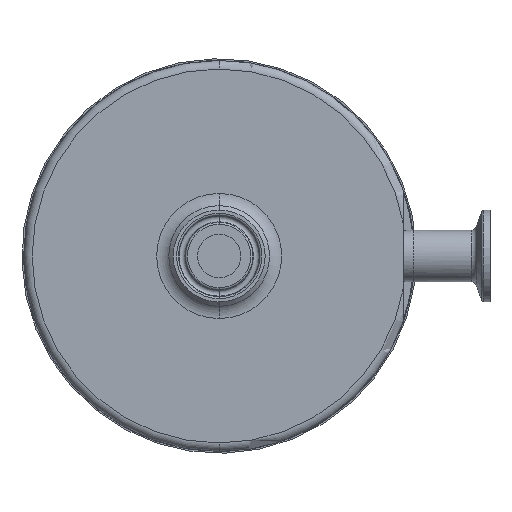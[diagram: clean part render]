
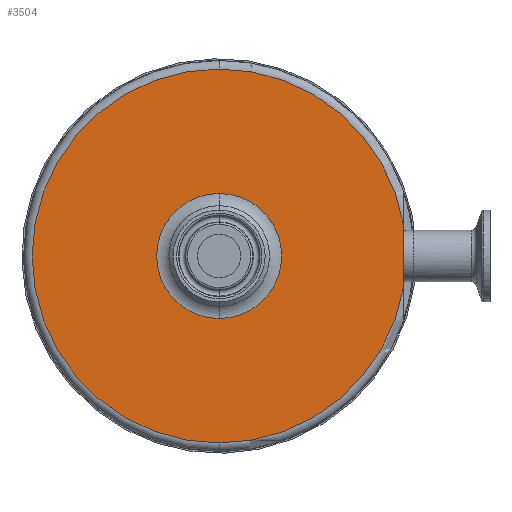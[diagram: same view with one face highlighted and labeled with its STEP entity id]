
A CAD part, front view. The second image highlights one B-rep face of the part: STEP entity #3504.
In plain terms, the highlighted planar face has unit normal (0, -1, 0).
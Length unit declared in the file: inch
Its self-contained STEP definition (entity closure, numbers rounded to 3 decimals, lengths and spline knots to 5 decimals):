
#77 = VECTOR ( 'NONE', #2220, 39.37008 ) ;
#114 = VERTEX_POINT ( 'NONE', #4500 ) ;
#173 = CARTESIAN_POINT ( 'NONE',  ( 0.29303, -0.7477, 0.46519 ) ) ;
#366 = DIRECTION ( 'NONE',  ( 0., 0., -1. ) ) ;
#503 = CIRCLE ( 'NONE', #5924, 0.91114 ) ;
#634 = EDGE_CURVE ( 'NONE', #114, #6267, #5939, .T. ) ;
#944 = DIRECTION ( 'NONE',  ( 0., -1., 0. ) ) ;
#986 = CARTESIAN_POINT ( 'NONE',  ( -2.39197, -0.7477, 0.91114 ) ) ;
#1132 = AXIS2_PLACEMENT_3D ( 'NONE', #5179, #3980, #1521 ) ;
#1170 = EDGE_CURVE ( 'NONE', #5026, #6267, #6961, .T. ) ;
#1458 = DIRECTION ( 'NONE',  ( 0., 0., -1. ) ) ;
#1487 = AXIS2_PLACEMENT_3D ( 'NONE', #4964, #6812, #1458 ) ;
#1521 = DIRECTION ( 'NONE',  ( 0., 0., -1. ) ) ;
#1610 = CARTESIAN_POINT ( 'NONE',  ( -2.39197, -0.7477, 0. ) ) ;
#1844 = VERTEX_POINT ( 'NONE', #7607 ) ;
#1946 = CARTESIAN_POINT ( 'NONE',  ( 0.29303, -0.7477, -0.46519 ) ) ;
#1957 = CARTESIAN_POINT ( 'NONE',  ( -2.39197, -0.7477, 0. ) ) ;
#2007 = ORIENTED_EDGE ( 'NONE', *, *, #5809, .T. ) ;
#2220 = DIRECTION ( 'NONE',  ( 0., 0., -1. ) ) ;
#2378 = ORIENTED_EDGE ( 'NONE', *, *, #634, .T. ) ;
#2389 = CIRCLE ( 'NONE', #6944, 0.91114 ) ;
#2539 = DIRECTION ( 'NONE',  ( 0., -1., 0. ) ) ;
#2647 = ORIENTED_EDGE ( 'NONE', *, *, #6414, .T. ) ;
#2682 = DIRECTION ( 'NONE',  ( 0., -1., 0. ) ) ;
#2707 = DIRECTION ( 'NONE',  ( 0., 0., -1. ) ) ;
#3039 = ORIENTED_EDGE ( 'NONE', *, *, #7338, .F. ) ;
#3504 = ADVANCED_FACE ( 'NONE', ( #4968, #7341 ), #5722, .T. ) ;
#3941 = EDGE_LOOP ( 'NONE', ( #4988, #2647, #2007, #2378 ) ) ;
#3955 = CARTESIAN_POINT ( 'NONE',  ( -2.39197, -0.7477, 0. ) ) ;
#3980 = DIRECTION ( 'NONE',  ( 0., -1., 0. ) ) ;
#4013 = ORIENTED_EDGE ( 'NONE', *, *, #7427, .F. ) ;
#4267 = CIRCLE ( 'NONE', #1132, 2.725 ) ;
#4268 = VERTEX_POINT ( 'NONE', #6615 ) ;
#4412 = CIRCLE ( 'NONE', #7064, 2.725 ) ;
#4474 = CARTESIAN_POINT ( 'NONE',  ( 0.29303, -0.7477, 0. ) ) ;
#4500 = CARTESIAN_POINT ( 'NONE',  ( -2.39197, -0.7477, -2.725 ) ) ;
#4964 = CARTESIAN_POINT ( 'NONE',  ( -2.39197, -0.7477, 0. ) ) ;
#4968 = FACE_OUTER_BOUND ( 'NONE', #3941, .T. ) ;
#4988 = ORIENTED_EDGE ( 'NONE', *, *, #1170, .F. ) ;
#5026 = VERTEX_POINT ( 'NONE', #173 ) ;
#5179 = CARTESIAN_POINT ( 'NONE',  ( -2.39197, -0.7477, 0. ) ) ;
#5722 = PLANE ( 'NONE',  #7831 ) ;
#5757 = DIRECTION ( 'NONE',  ( 0., 0., -1. ) ) ;
#5809 = EDGE_CURVE ( 'NONE', #1844, #114, #4412, .T. ) ;
#5924 = AXIS2_PLACEMENT_3D ( 'NONE', #3955, #944, #366 ) ;
#5939 = CIRCLE ( 'NONE', #1487, 2.725 ) ;
#6267 = VERTEX_POINT ( 'NONE', #1946 ) ;
#6318 = CARTESIAN_POINT ( 'NONE',  ( -1.48083, -0.7477, 0. ) ) ;
#6414 = EDGE_CURVE ( 'NONE', #5026, #1844, #4267, .T. ) ;
#6503 = VERTEX_POINT ( 'NONE', #986 ) ;
#6615 = CARTESIAN_POINT ( 'NONE',  ( -2.39197, -0.7477, -0.91114 ) ) ;
#6812 = DIRECTION ( 'NONE',  ( 0., -1., 0. ) ) ;
#6814 = EDGE_LOOP ( 'NONE', ( #3039, #4013 ) ) ;
#6944 = AXIS2_PLACEMENT_3D ( 'NONE', #1610, #7139, #7752 ) ;
#6961 = LINE ( 'NONE', #4474, #77 ) ;
#7064 = AXIS2_PLACEMENT_3D ( 'NONE', #1957, #2539, #5757 ) ;
#7139 = DIRECTION ( 'NONE',  ( 0., -1., 0. ) ) ;
#7338 = EDGE_CURVE ( 'NONE', #4268, #6503, #503, .T. ) ;
#7341 = FACE_BOUND ( 'NONE', #6814, .T. ) ;
#7427 = EDGE_CURVE ( 'NONE', #6503, #4268, #2389, .T. ) ;
#7607 = CARTESIAN_POINT ( 'NONE',  ( -2.39197, -0.7477, 2.725 ) ) ;
#7752 = DIRECTION ( 'NONE',  ( 0., 0., -1. ) ) ;
#7831 = AXIS2_PLACEMENT_3D ( 'NONE', #6318, #2682, #2707 ) ;
